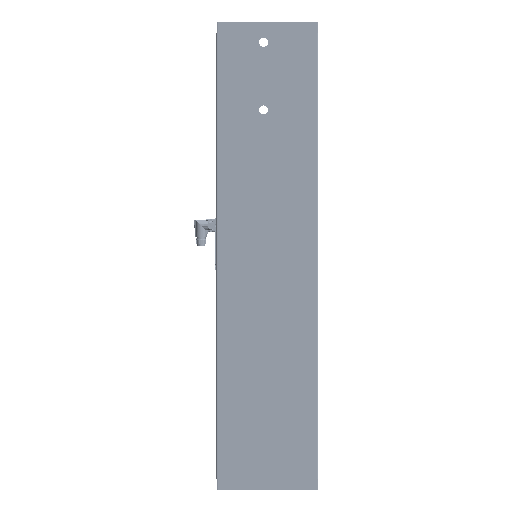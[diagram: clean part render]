
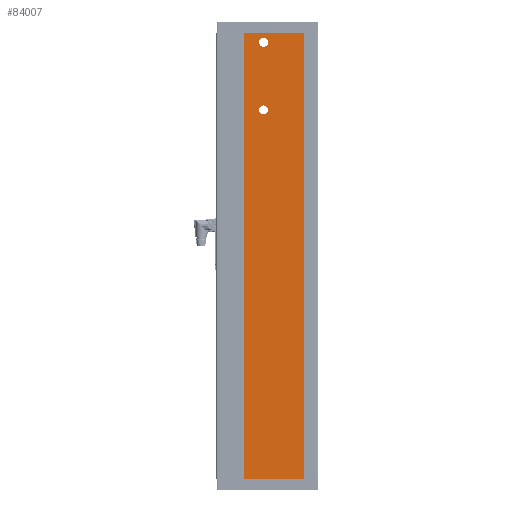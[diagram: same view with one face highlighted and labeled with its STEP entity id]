
A CAD part, left-side view. The second image highlights one B-rep face of the part: STEP entity #84007.
In plain terms, the highlighted planar face has unit normal (-1, 0, 0).
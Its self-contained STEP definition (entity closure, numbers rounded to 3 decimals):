
#412 = DIRECTION ( 'NONE',  ( 0., 0., 1. ) ) ;
#1409 = LINE ( 'NONE', #48060, #21010 ) ;
#1537 = VECTOR ( 'NONE', #4312, 1000. ) ;
#2994 = EDGE_LOOP ( 'NONE', ( #66954 ) ) ;
#3438 = VERTEX_POINT ( 'NONE', #20847 ) ;
#3610 = DIRECTION ( 'NONE',  ( 0., 0., 1. ) ) ;
#3681 = CIRCLE ( 'NONE', #39250, 8. ) ;
#4312 = DIRECTION ( 'NONE',  ( 0., -1., 0. ) ) ;
#5452 = LINE ( 'NONE', #50661, #140612 ) ;
#10080 = EDGE_CURVE ( 'NONE', #145865, #86154, #1409, .T. ) ;
#10865 = DIRECTION ( 'NONE',  ( 0., 0., -1. ) ) ;
#13203 = CARTESIAN_POINT ( 'NONE',  ( 0., -65.4, 790. ) ) ;
#20847 = CARTESIAN_POINT ( 'NONE',  ( 0., -65.4, 0. ) ) ;
#21010 = VECTOR ( 'NONE', #3610, 1000. ) ;
#21372 = VECTOR ( 'NONE', #27464, 1000. ) ;
#21568 = AXIS2_PLACEMENT_3D ( 'NONE', #112591, #78412, #10865 ) ;
#25917 = CARTESIAN_POINT ( 'NONE',  ( 0., 6.5, 662. ) ) ;
#27464 = DIRECTION ( 'NONE',  ( 0., -1., 0. ) ) ;
#31495 = DIRECTION ( 'NONE',  ( 0., 0., 1. ) ) ;
#32233 = CARTESIAN_POINT ( 'NONE',  ( 0., 6.5, 774. ) ) ;
#33434 = EDGE_CURVE ( 'NONE', #3438, #127072, #5452, .T. ) ;
#38994 = EDGE_LOOP ( 'NONE', ( #41062 ) ) ;
#39250 = AXIS2_PLACEMENT_3D ( 'NONE', #123668, #91672, #412 ) ;
#41062 = ORIENTED_EDGE ( 'NONE', *, *, #74292, .F. ) ;
#47189 = CARTESIAN_POINT ( 'NONE',  ( 0., 40.9, 0. ) ) ;
#48060 = CARTESIAN_POINT ( 'NONE',  ( 0., 40.9, 0. ) ) ;
#50661 = CARTESIAN_POINT ( 'NONE',  ( 0., -65.4, 790. ) ) ;
#52119 = DIRECTION ( 'NONE',  ( 0., 0., 1. ) ) ;
#58004 = ORIENTED_EDGE ( 'NONE', *, *, #10080, .F. ) ;
#58601 = ORIENTED_EDGE ( 'NONE', *, *, #82942, .F. ) ;
#66954 = ORIENTED_EDGE ( 'NONE', *, *, #111180, .F. ) ;
#67952 = FACE_BOUND ( 'NONE', #38994, .T. ) ;
#74292 = EDGE_CURVE ( 'NONE', #79209, #79209, #138441, .T. ) ;
#78412 = DIRECTION ( 'NONE',  ( 1., 0., 0. ) ) ;
#78912 = EDGE_CURVE ( 'NONE', #145865, #3438, #106775, .T. ) ;
#79209 = VERTEX_POINT ( 'NONE', #92514 ) ;
#80539 = ORIENTED_EDGE ( 'NONE', *, *, #33434, .T. ) ;
#81647 = AXIS2_PLACEMENT_3D ( 'NONE', #32233, #113847, #31495 ) ;
#82942 = EDGE_CURVE ( 'NONE', #86154, #127072, #129174, .T. ) ;
#84007 = ADVANCED_FACE ( 'NONE', ( #67952, #102174, #134824 ), #122969, .F. ) ;
#86154 = VERTEX_POINT ( 'NONE', #134098 ) ;
#91672 = DIRECTION ( 'NONE',  ( -1., 0., 0. ) ) ;
#92514 = CARTESIAN_POINT ( 'NONE',  ( 0., 6.5, 782. ) ) ;
#94848 = CARTESIAN_POINT ( 'NONE',  ( 0., -90., 0. ) ) ;
#102174 = FACE_BOUND ( 'NONE', #2994, .T. ) ;
#105078 = ORIENTED_EDGE ( 'NONE', *, *, #78912, .T. ) ;
#106775 = LINE ( 'NONE', #94848, #1537 ) ;
#111180 = EDGE_CURVE ( 'NONE', #127595, #127595, #3681, .T. ) ;
#112591 = CARTESIAN_POINT ( 'NONE',  ( 0., -90., 790. ) ) ;
#113847 = DIRECTION ( 'NONE',  ( -1., 0., 0. ) ) ;
#118063 = CARTESIAN_POINT ( 'NONE',  ( 0., -90., 790. ) ) ;
#120828 = EDGE_LOOP ( 'NONE', ( #58601, #58004, #105078, #80539 ) ) ;
#122969 = PLANE ( 'NONE',  #21568 ) ;
#123668 = CARTESIAN_POINT ( 'NONE',  ( 0., 6.5, 654. ) ) ;
#127072 = VERTEX_POINT ( 'NONE', #13203 ) ;
#127595 = VERTEX_POINT ( 'NONE', #25917 ) ;
#129174 = LINE ( 'NONE', #118063, #21372 ) ;
#134098 = CARTESIAN_POINT ( 'NONE',  ( 0., 40.9, 790. ) ) ;
#134824 = FACE_OUTER_BOUND ( 'NONE', #120828, .T. ) ;
#138441 = CIRCLE ( 'NONE', #81647, 8. ) ;
#140612 = VECTOR ( 'NONE', #52119, 1000. ) ;
#145865 = VERTEX_POINT ( 'NONE', #47189 ) ;
